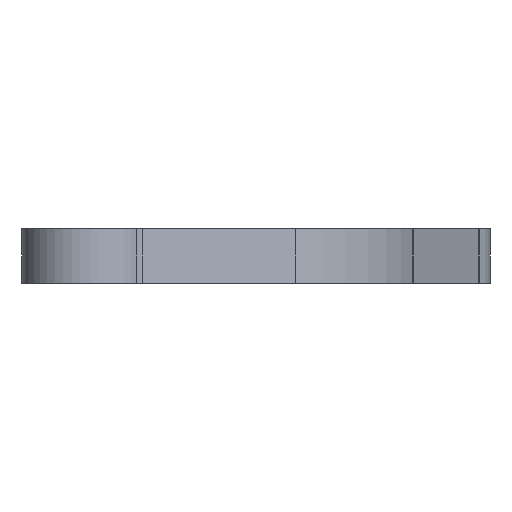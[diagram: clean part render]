
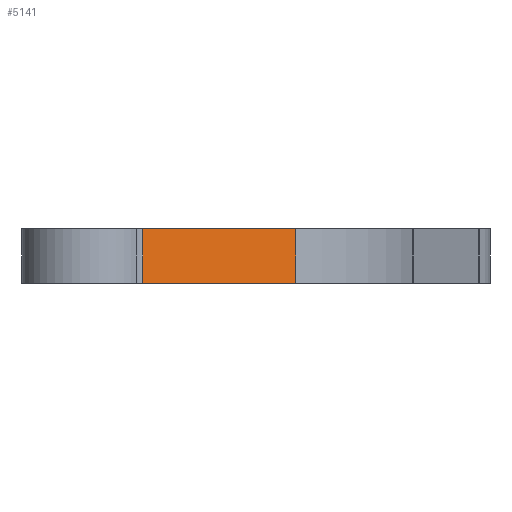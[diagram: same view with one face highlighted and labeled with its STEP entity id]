
A CAD part, front view. The second image highlights one B-rep face of the part: STEP entity #5141.
In plain terms, the highlighted free-form (B-spline) face has degree [1, 1] with [2, 2] control points.
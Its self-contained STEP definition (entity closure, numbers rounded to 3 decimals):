
#5114 = VERTEX_POINT('',#5115);
#5115 = CARTESIAN_POINT('',(436.309,-291.125,0.));
#5123 = VERTEX_POINT('',#5124);
#5124 = CARTESIAN_POINT('',(436.309,-291.125,
    14.187));
#5130 = EDGE_CURVE('',#5114,#5123,#5131,.T.);
#5131 = B_SPLINE_CURVE_WITH_KNOTS('',1,(#5132,#5133),.UNSPECIFIED.,.F.,
  .F.,(2,2),(0.,10.),.PIECEWISE_BEZIER_KNOTS.);
#5132 = CARTESIAN_POINT('',(436.309,-291.125,0.));
#5133 = CARTESIAN_POINT('',(436.309,-291.125,
    14.187));
#5141 = ADVANCED_FACE('',(#5142),#5164,.T.);
#5142 = FACE_BOUND('',#5143,.T.);
#5143 = EDGE_LOOP('',(#5144,#5151,#5152,#5159));
#5144 = ORIENTED_EDGE('',*,*,#5145,.T.);
#5145 = EDGE_CURVE('',#5146,#5114,#5148,.T.);
#5146 = VERTEX_POINT('',#5147);
#5147 = CARTESIAN_POINT('',(396.292,-304.137,0.));
#5148 = B_SPLINE_CURVE_WITH_KNOTS('',1,(#5149,#5150),.UNSPECIFIED.,.F.,
  .F.,(2,2),(0.,29.66),.PIECEWISE_BEZIER_KNOTS.);
#5149 = CARTESIAN_POINT('',(396.292,-304.137,0.));
#5150 = CARTESIAN_POINT('',(436.309,-291.125,0.));
#5151 = ORIENTED_EDGE('',*,*,#5130,.T.);
#5152 = ORIENTED_EDGE('',*,*,#5153,.F.);
#5153 = EDGE_CURVE('',#5154,#5123,#5156,.T.);
#5154 = VERTEX_POINT('',#5155);
#5155 = CARTESIAN_POINT('',(396.292,-304.137,
    14.187));
#5156 = B_SPLINE_CURVE_WITH_KNOTS('',1,(#5157,#5158),.UNSPECIFIED.,.F.,
  .F.,(2,2),(0.,29.66),.PIECEWISE_BEZIER_KNOTS.);
#5157 = CARTESIAN_POINT('',(396.292,-304.137,
    14.187));
#5158 = CARTESIAN_POINT('',(436.309,-291.125,
    14.187));
#5159 = ORIENTED_EDGE('',*,*,#5160,.F.);
#5160 = EDGE_CURVE('',#5146,#5154,#5161,.T.);
#5161 = B_SPLINE_CURVE_WITH_KNOTS('',1,(#5162,#5163),.UNSPECIFIED.,.F.,
  .F.,(2,2),(0.,10.),.PIECEWISE_BEZIER_KNOTS.);
#5162 = CARTESIAN_POINT('',(396.292,-304.137,0.));
#5163 = CARTESIAN_POINT('',(396.292,-304.137,
    14.187));
#5164 = B_SPLINE_SURFACE_WITH_KNOTS('',1,1,(
    (#5165,#5166)
    ,(#5167,#5168
    )),.UNSPECIFIED.,.F.,.F.,.F.,(2,2),(2,2),(-0.001,29.661),(
    -0.001,10.001),.PIECEWISE_BEZIER_KNOTS.);
#5165 = CARTESIAN_POINT('',(396.29,-304.138,
    -0.001));
#5166 = CARTESIAN_POINT('',(396.29,-304.138,
    14.189));
#5167 = CARTESIAN_POINT('',(436.31,-291.125,
    -0.001));
#5168 = CARTESIAN_POINT('',(436.31,-291.125,
    14.189));
